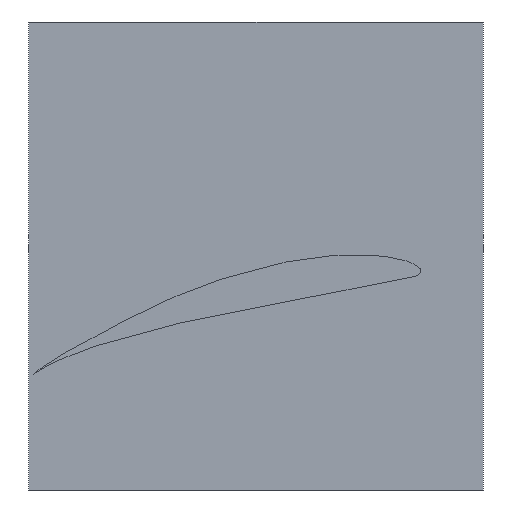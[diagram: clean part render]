
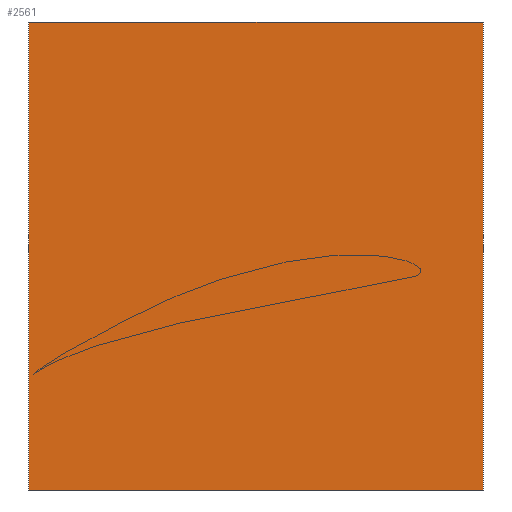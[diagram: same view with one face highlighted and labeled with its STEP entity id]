
A CAD part, left-side view. The second image highlights one B-rep face of the part: STEP entity #2561.
In plain terms, the highlighted planar face has unit normal (-1, 0, 0).
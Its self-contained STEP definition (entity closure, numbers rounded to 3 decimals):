
#365=CARTESIAN_POINT('Vertex',(-202.,245.908,175.)) ;
#372=CARTESIAN_POINT('Vertex',(-202.,245.908,-175.)) ;
#375=CARTESIAN_POINT('Line Origine',(-202.,245.908,0.)) ;
#396=CARTESIAN_POINT('Vertex',(-202.,-94.092,-175.)) ;
#399=CARTESIAN_POINT('Line Origine',(-202.,75.908,-175.)) ;
#420=CARTESIAN_POINT('Vertex',(-202.,-94.092,175.)) ;
#423=CARTESIAN_POINT('Line Origine',(-202.,-94.092,0.)) ;
#440=CARTESIAN_POINT('Line Origine',(-202.,75.908,175.)) ;
#2550=CARTESIAN_POINT('Axis2P3D Location',(-202.,0.,0.)) ;
#376=DIRECTION('Vector Direction',(0.,0.,-1.)) ;
#400=DIRECTION('Vector Direction',(0.,1.,0.)) ;
#424=DIRECTION('Vector Direction',(0.,0.,1.)) ;
#441=DIRECTION('Vector Direction',(0.,-1.,0.)) ;
#2551=DIRECTION('Axis2P3D Direction',(-1.,0.,0.)) ;
#2552=DIRECTION('Axis2P3D XDirection',(0.,-1.,0.)) ;
#2553=AXIS2_PLACEMENT_3D('Plane Axis2P3D',#2550,#2551,#2552) ;
#2556=ORIENTED_EDGE('',*,*,#379,.T.) ;
#2557=ORIENTED_EDGE('',*,*,#403,.T.) ;
#2558=ORIENTED_EDGE('',*,*,#427,.T.) ;
#2559=ORIENTED_EDGE('',*,*,#444,.T.) ;
#377=VECTOR('Line Direction',#376,1.) ;
#401=VECTOR('Line Direction',#400,1.) ;
#425=VECTOR('Line Direction',#424,1.) ;
#442=VECTOR('Line Direction',#441,1.) ;
#2561=ADVANCED_FACE('',(#2560),#2554,.T.) ;
#379=EDGE_CURVE('',#366,#373,#378,.T.) ;
#403=EDGE_CURVE('',#373,#397,#402,.F.) ;
#427=EDGE_CURVE('',#397,#421,#426,.T.) ;
#444=EDGE_CURVE('',#421,#366,#443,.F.) ;
#2555=EDGE_LOOP('',(#2556,#2557,#2558,#2559)) ;
#2560=FACE_OUTER_BOUND('',#2555,.T.) ;
#378=LINE('Line',#375,#377) ;
#402=LINE('Line',#399,#401) ;
#426=LINE('Line',#423,#425) ;
#443=LINE('Line',#440,#442) ;
#2554=PLANE('Plane',#2553) ;
#366=VERTEX_POINT('',#365) ;
#373=VERTEX_POINT('',#372) ;
#397=VERTEX_POINT('',#396) ;
#421=VERTEX_POINT('',#420) ;
